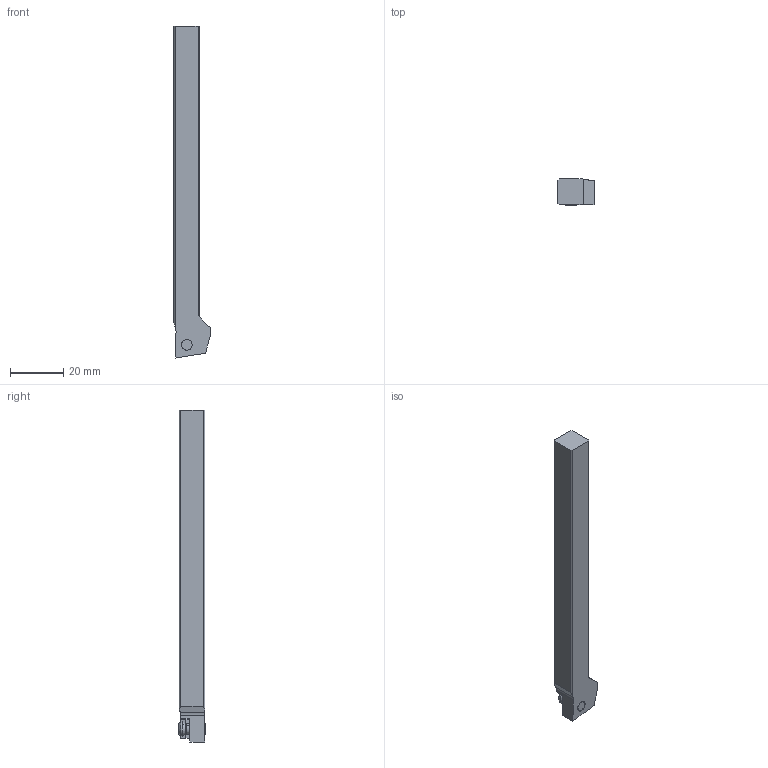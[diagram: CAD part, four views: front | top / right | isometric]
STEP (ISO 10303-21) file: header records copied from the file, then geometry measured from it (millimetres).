
FILE_DESCRIPTION(/* description */ (''),/* implementation_level */ '2;1');
FILE_NAME(/* name */ 'SCACR-063SM.stp',/* time_stamp */ '2021-12-22T09:38:36+09:00',/* author */ (''),/* organization */ (''),/* preprocessor_version */ 'ST-DEVELOPER v16',/* originating_system */ 'SIEMENS PLM Software NX 10.0',/* authorisation */ '');
FILE_SCHEMA (('AUTOMOTIVE_DESIGN { 1 0 10303 214 3 1 1 1 }'));
Length unit declared in the file: millimetre
Products named in the file (1): SCACR-063SM_ASM
Bounding box: 13.5 x 10 x 124.35 mm (x, y, z)
Volume: 11213.4 mm3; surface area: 5071.8 mm2
Topology: 2 solids, 2 shells, 58 faces, 165 edges, 113 vertices
Faces by surface type: plane 26, cylinder 22, cone 6, torus 2, sphere 2
Entity records: 2222 total; most frequent: CARTESIAN_POINT 585, DIRECTION 328, ORIENTED_EDGE 326, EDGE_CURVE 163, AXIS2_PLACEMENT_3D 117, VERTEX_POINT 110, LINE 94, VECTOR 94
